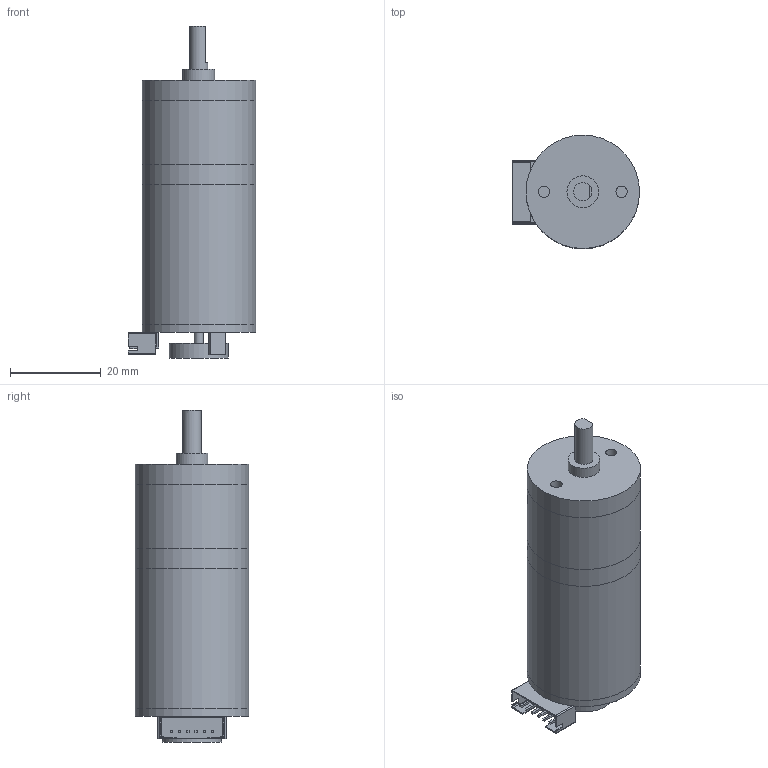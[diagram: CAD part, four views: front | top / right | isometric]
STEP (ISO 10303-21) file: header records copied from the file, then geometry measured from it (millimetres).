
FILE_DESCRIPTION(/* description */ ('STEP AP214','CAx-IF Rec.Pracs.---Representation and Presentation of Product Manufacturing Information (PMI)---4.0---2014-10-13'),/* implementation_level */ '2;1');
FILE_NAME(/* name */ 'GM25-370CA_.step',/* time_stamp */ '2025-02-27T01:49:54+05:30',/* author */ (''),/* organization */ (''),/* preprocessor_version */ 'ST-DEVELOPER v20',/* originating_system */ 'Autodesk Translation Framework v13.20.0.188',/* authorisation */ '');
FILE_SCHEMA (('AP242_MANAGED_MODEL_BASED_3D_ENGINEERING_MIM_LF { 1 0 10303 442 1 1 4 }'));
Length unit declared in the file: millimetre
Products named in the file (1): GM25-370CA
Bounding box: 28 x 25 x 73.15 mm (x, y, z)
Volume: 28027.3 mm3; surface area: 10642.5 mm2
Topology: 11 solids, 11 shells, 170 faces, 407 edges, 268 vertices
Faces by surface type: plane 125, cylinder 41, torus 4
Full cylindrical faces by diameter (mm): 2 x1, 2.5 x2, 4 x1, 7 x1, 13 x1, 25 x5
Entity records: 4980 total; most frequent: CARTESIAN_POINT 846, DIRECTION 837, ORIENTED_EDGE 814, EDGE_CURVE 407, LINE 319, VECTOR 319, VERTEX_POINT 268, AXIS2_PLACEMENT_3D 259
